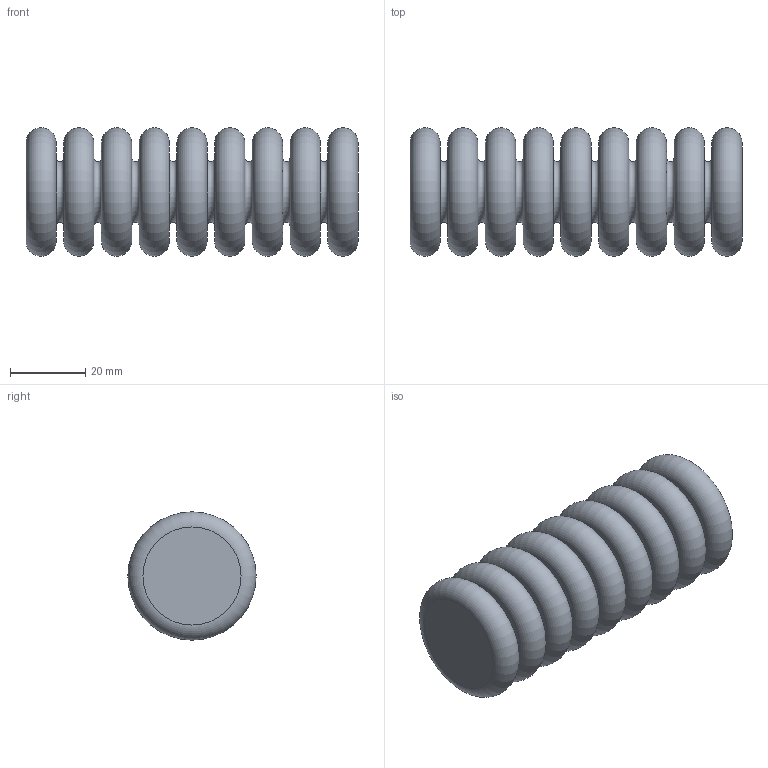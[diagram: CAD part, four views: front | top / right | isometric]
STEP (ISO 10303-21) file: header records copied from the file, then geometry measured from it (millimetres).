
FILE_DESCRIPTION(/* description */ (''),/* implementation_level */ '2;1');
FILE_NAME(/* name */ 'out bellow.stp',/* time_stamp */ '2023-08-28T17:53:32+08:00',/* author */ (''),/* organization */ (''),/* preprocessor_version */ 'ST-DEVELOPER v16.7',/* originating_system */ 'SIEMENS PLM Software NX 12.0',/* authorisation */ '');
FILE_SCHEMA (('AUTOMOTIVE_DESIGN { 1 0 10303 214 3 1 1 1 }'));
Length unit declared in the file: millimetre
Products named in the file (1): out bellow
Bounding box: 88 x 34 x 34 mm (x, y, z)
Volume: 36894.4 mm3; surface area: 35118.8 mm2
Topology: 1 solids, 4 shells, 149 faces, 375 edges, 250 vertices
Faces by surface type: plane 78, torus 68, cylinder 3
Entity records: 7411 total; most frequent: CARTESIAN_POINT 3929, ORIENTED_EDGE 716, DIRECTION 698, EDGE_CURVE 358, AXIS2_PLACEMENT_3D 292, VERTEX_POINT 250, EDGE_LOOP 182, ADVANCED_FACE 149
